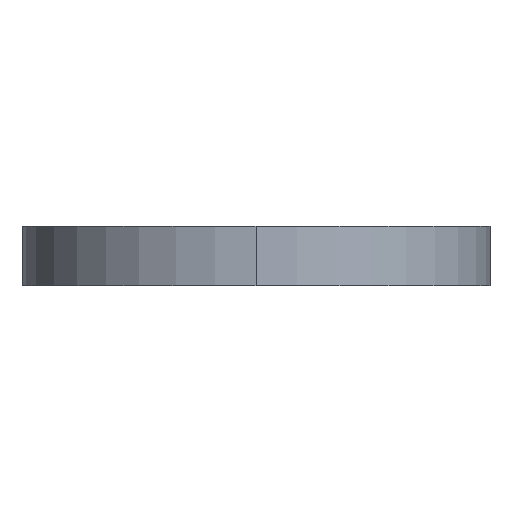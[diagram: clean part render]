
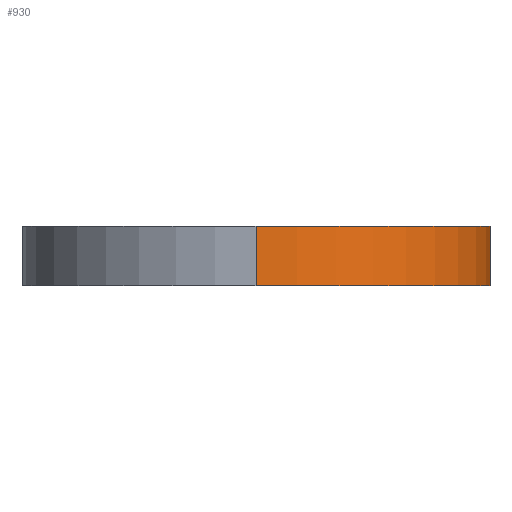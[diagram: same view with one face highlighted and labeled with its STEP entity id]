
A CAD part, left-side view. The second image highlights one B-rep face of the part: STEP entity #930.
In plain terms, the highlighted cylindrical face has radius 25 mm (diameter 50 mm), a partial arc.
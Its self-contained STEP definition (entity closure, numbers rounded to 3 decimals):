
#40 = VECTOR ( 'NONE', #438, 1000. ) ;
#131 = CARTESIAN_POINT ( 'NONE',  ( 0., 0., 0. ) ) ;
#138 = DIRECTION ( 'NONE',  ( 0., 0., 1. ) ) ;
#312 = DIRECTION ( 'NONE',  ( 1., 0., 0. ) ) ;
#325 = CARTESIAN_POINT ( 'NONE',  ( -25., 0., 6.4 ) ) ;
#327 = DIRECTION ( 'NONE',  ( 0., 0., -1. ) ) ;
#332 = ORIENTED_EDGE ( 'NONE', *, *, #399, .F. ) ;
#344 = CARTESIAN_POINT ( 'NONE',  ( -25., 0., 6.4 ) ) ;
#363 = ORIENTED_EDGE ( 'NONE', *, *, #504, .T. ) ;
#399 = EDGE_CURVE ( 'NONE', #1088, #1192, #656, .T. ) ;
#430 = ORIENTED_EDGE ( 'NONE', *, *, #444, .T. ) ;
#438 = DIRECTION ( 'NONE',  ( 0., 0., -1. ) ) ;
#444 = EDGE_CURVE ( 'NONE', #1205, #1192, #1161, .T. ) ;
#465 = VECTOR ( 'NONE', #138, 1000. ) ;
#500 = ORIENTED_EDGE ( 'NONE', *, *, #1086, .T. ) ;
#502 = CARTESIAN_POINT ( 'NONE',  ( 0., 0., 6.4 ) ) ;
#504 = EDGE_CURVE ( 'NONE', #1088, #645, #854, .T. ) ;
#512 = AXIS2_PLACEMENT_3D ( 'NONE', #885, #327, #1071 ) ;
#535 = CARTESIAN_POINT ( 'NONE',  ( -25., 0., 0. ) ) ;
#632 = DIRECTION ( 'NONE',  ( 1., 0., 0. ) ) ;
#645 = VERTEX_POINT ( 'NONE', #535 ) ;
#652 = CYLINDRICAL_SURFACE ( 'NONE', #512, 25. ) ;
#656 = CIRCLE ( 'NONE', #664, 25. ) ;
#664 = AXIS2_PLACEMENT_3D ( 'NONE', #502, #1143, #312 ) ;
#723 = EDGE_LOOP ( 'NONE', ( #332, #363, #500, #430 ) ) ;
#727 = CARTESIAN_POINT ( 'NONE',  ( 12.424, -21.694, 6.4 ) ) ;
#733 = CARTESIAN_POINT ( 'NONE',  ( 12.424, -21.694, 6.4 ) ) ;
#751 = CARTESIAN_POINT ( 'NONE',  ( 12.424, -21.694, 0. ) ) ;
#854 = LINE ( 'NONE', #325, #40 ) ;
#885 = CARTESIAN_POINT ( 'NONE',  ( 0., 0., 6.4 ) ) ;
#886 = CIRCLE ( 'NONE', #1102, 25. ) ;
#930 = ADVANCED_FACE ( 'NONE', ( #961 ), #652, .T. ) ;
#961 = FACE_OUTER_BOUND ( 'NONE', #723, .T. ) ;
#996 = DIRECTION ( 'NONE',  ( 0., 0., 1. ) ) ;
#1071 = DIRECTION ( 'NONE',  ( -1., 0., 0. ) ) ;
#1086 = EDGE_CURVE ( 'NONE', #645, #1205, #886, .T. ) ;
#1088 = VERTEX_POINT ( 'NONE', #344 ) ;
#1102 = AXIS2_PLACEMENT_3D ( 'NONE', #131, #996, #632 ) ;
#1143 = DIRECTION ( 'NONE',  ( 0., 0., 1. ) ) ;
#1161 = LINE ( 'NONE', #727, #465 ) ;
#1192 = VERTEX_POINT ( 'NONE', #733 ) ;
#1205 = VERTEX_POINT ( 'NONE', #751 ) ;
